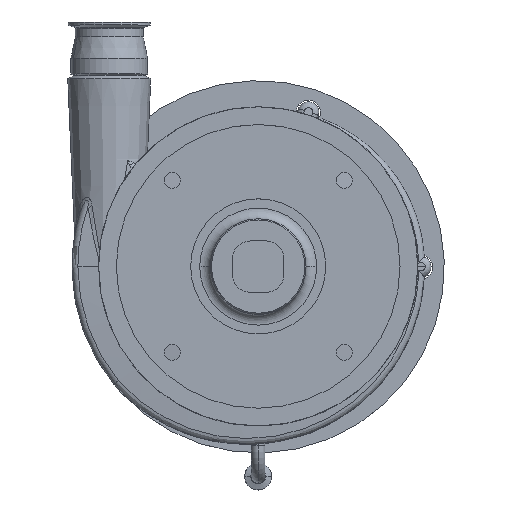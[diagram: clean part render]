
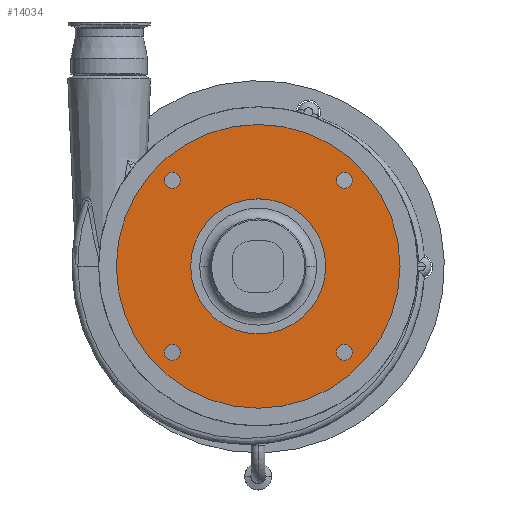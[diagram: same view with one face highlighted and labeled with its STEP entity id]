
A CAD part, top view. The second image highlights one B-rep face of the part: STEP entity #14034.
In plain terms, the highlighted planar face has unit normal (0, 0, 1).
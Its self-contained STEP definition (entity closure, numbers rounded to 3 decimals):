
#108 = DIRECTION ( 'NONE',  ( 1., 0., 0. ) ) ;
#310 = DIRECTION ( 'NONE',  ( 0., 0., -1. ) ) ;
#318 = AXIS2_PLACEMENT_3D ( 'NONE', #1361, #11575, #108 ) ;
#518 = ORIENTED_EDGE ( 'NONE', *, *, #3935, .T. ) ;
#534 = DIRECTION ( 'NONE',  ( 0., 0., -1. ) ) ;
#580 = EDGE_LOOP ( 'NONE', ( #13906, #13343 ) ) ;
#807 = VERTEX_POINT ( 'NONE', #15321 ) ;
#832 = CARTESIAN_POINT ( 'NONE',  ( 73.322, 80.822, 219.5 ) ) ;
#909 = DIRECTION ( 'NONE',  ( 1., 0., 0. ) ) ;
#1361 = CARTESIAN_POINT ( 'NONE',  ( -80.822, 80.822, 219.5 ) ) ;
#1487 = CARTESIAN_POINT ( 'NONE',  ( 80.822, -80.822, 219.5 ) ) ;
#1703 = AXIS2_PLACEMENT_3D ( 'NONE', #11019, #4684, #13684 ) ;
#1843 = AXIS2_PLACEMENT_3D ( 'NONE', #11818, #5631, #14315 ) ;
#1957 = EDGE_CURVE ( 'NONE', #12152, #6424, #10977, .T. ) ;
#1993 = DIRECTION ( 'NONE',  ( 1., 0., 0. ) ) ;
#2398 = EDGE_CURVE ( 'NONE', #9648, #2556, #4629, .T. ) ;
#2426 = CARTESIAN_POINT ( 'NONE',  ( -73.322, -80.822, 219.5 ) ) ;
#2483 = CIRCLE ( 'NONE', #11830, 7.5 ) ;
#2556 = VERTEX_POINT ( 'NONE', #8500 ) ;
#2905 = VERTEX_POINT ( 'NONE', #12883 ) ;
#2972 = AXIS2_PLACEMENT_3D ( 'NONE', #6842, #534, #15618 ) ;
#3006 = EDGE_CURVE ( 'NONE', #2556, #9648, #3834, .T. ) ;
#3120 = ORIENTED_EDGE ( 'NONE', *, *, #7119, .T. ) ;
#3266 = CIRCLE ( 'NONE', #2972, 7.5 ) ;
#3431 = AXIS2_PLACEMENT_3D ( 'NONE', #15947, #6260, #15190 ) ;
#3483 = ORIENTED_EDGE ( 'NONE', *, *, #3703, .T. ) ;
#3703 = EDGE_CURVE ( 'NONE', #6987, #14667, #8633, .T. ) ;
#3834 = CIRCLE ( 'NONE', #4364, 133.35 ) ;
#3935 = EDGE_CURVE ( 'NONE', #2905, #16304, #3266, .T. ) ;
#4041 = ORIENTED_EDGE ( 'NONE', *, *, #3006, .T. ) ;
#4285 = DIRECTION ( 'NONE',  ( 1., 0., 0. ) ) ;
#4364 = AXIS2_PLACEMENT_3D ( 'NONE', #4599, #4757, #1993 ) ;
#4383 = FACE_BOUND ( 'NONE', #11182, .T. ) ;
#4401 = CARTESIAN_POINT ( 'NONE',  ( 133.35, 0., 219.5 ) ) ;
#4462 = DIRECTION ( 'NONE',  ( 1., 0., 0. ) ) ;
#4573 = DIRECTION ( 'NONE',  ( 1., 0., 0. ) ) ;
#4599 = CARTESIAN_POINT ( 'NONE',  ( 0., 0., 219.5 ) ) ;
#4629 = CIRCLE ( 'NONE', #6769, 133.35 ) ;
#4684 = DIRECTION ( 'NONE',  ( 0., 0., -1. ) ) ;
#4757 = DIRECTION ( 'NONE',  ( 0., 0., 1. ) ) ;
#5438 = AXIS2_PLACEMENT_3D ( 'NONE', #9788, #12445, #909 ) ;
#5631 = DIRECTION ( 'NONE',  ( 0., 0., -1. ) ) ;
#5722 = CARTESIAN_POINT ( 'NONE',  ( 0., 0., 219.5 ) ) ;
#5783 = DIRECTION ( 'NONE',  ( 1., 0., 0. ) ) ;
#5881 = EDGE_CURVE ( 'NONE', #9607, #807, #13144, .T. ) ;
#6260 = DIRECTION ( 'NONE',  ( 0., 0., -1. ) ) ;
#6271 = CIRCLE ( 'NONE', #1703, 7.5 ) ;
#6424 = VERTEX_POINT ( 'NONE', #11789 ) ;
#6663 = ORIENTED_EDGE ( 'NONE', *, *, #1957, .T. ) ;
#6682 = ORIENTED_EDGE ( 'NONE', *, *, #13996, .T. ) ;
#6769 = AXIS2_PLACEMENT_3D ( 'NONE', #13245, #15930, #4573 ) ;
#6842 = CARTESIAN_POINT ( 'NONE',  ( 80.822, 80.822, 219.5 ) ) ;
#6977 = FACE_BOUND ( 'NONE', #16162, .T. ) ;
#6987 = VERTEX_POINT ( 'NONE', #11777 ) ;
#7059 = FACE_BOUND ( 'NONE', #580, .T. ) ;
#7119 = EDGE_CURVE ( 'NONE', #10241, #13234, #8781, .T. ) ;
#7903 = CARTESIAN_POINT ( 'NONE',  ( -73.322, 80.822, 219.5 ) ) ;
#8185 = DIRECTION ( 'NONE',  ( 1., 0., 0. ) ) ;
#8418 = EDGE_LOOP ( 'NONE', ( #10243, #4041 ) ) ;
#8500 = CARTESIAN_POINT ( 'NONE',  ( -133.35, 0., 219.5 ) ) ;
#8633 = CIRCLE ( 'NONE', #318, 7.5 ) ;
#8662 = EDGE_LOOP ( 'NONE', ( #16102, #3483 ) ) ;
#8781 = CIRCLE ( 'NONE', #3431, 7.5 ) ;
#9038 = EDGE_CURVE ( 'NONE', #6424, #12152, #10504, .T. ) ;
#9166 = EDGE_CURVE ( 'NONE', #807, #9607, #2483, .T. ) ;
#9334 = EDGE_CURVE ( 'NONE', #13234, #10241, #6271, .T. ) ;
#9607 = VERTEX_POINT ( 'NONE', #12753 ) ;
#9648 = VERTEX_POINT ( 'NONE', #4401 ) ;
#9701 = DIRECTION ( 'NONE',  ( 0., 0., -1. ) ) ;
#9788 = CARTESIAN_POINT ( 'NONE',  ( 0., 0., 219.5 ) ) ;
#10185 = AXIS2_PLACEMENT_3D ( 'NONE', #12366, #9701, #5783 ) ;
#10217 = AXIS2_PLACEMENT_3D ( 'NONE', #13427, #10835, #8185 ) ;
#10241 = VERTEX_POINT ( 'NONE', #2426 ) ;
#10243 = ORIENTED_EDGE ( 'NONE', *, *, #2398, .T. ) ;
#10483 = FACE_BOUND ( 'NONE', #10798, .T. ) ;
#10504 = CIRCLE ( 'NONE', #5438, 63.5 ) ;
#10626 = DIRECTION ( 'NONE',  ( 0., 0., -1. ) ) ;
#10798 = EDGE_LOOP ( 'NONE', ( #3120, #15299 ) ) ;
#10835 = DIRECTION ( 'NONE',  ( 0., 0., -1. ) ) ;
#10919 = CIRCLE ( 'NONE', #1843, 7.5 ) ;
#10977 = CIRCLE ( 'NONE', #10185, 63.5 ) ;
#11019 = CARTESIAN_POINT ( 'NONE',  ( -80.822, -80.822, 219.5 ) ) ;
#11182 = EDGE_LOOP ( 'NONE', ( #14075, #6663 ) ) ;
#11251 = CARTESIAN_POINT ( 'NONE',  ( 63.5, 0., 219.5 ) ) ;
#11575 = DIRECTION ( 'NONE',  ( 0., 0., -1. ) ) ;
#11777 = CARTESIAN_POINT ( 'NONE',  ( -88.322, 80.822, 219.5 ) ) ;
#11789 = CARTESIAN_POINT ( 'NONE',  ( -63.5, 0., 219.5 ) ) ;
#11818 = CARTESIAN_POINT ( 'NONE',  ( 80.822, 80.822, 219.5 ) ) ;
#11830 = AXIS2_PLACEMENT_3D ( 'NONE', #1487, #310, #16551 ) ;
#12057 = PLANE ( 'NONE',  #13059 ) ;
#12152 = VERTEX_POINT ( 'NONE', #11251 ) ;
#12366 = CARTESIAN_POINT ( 'NONE',  ( 0., 0., 219.5 ) ) ;
#12445 = DIRECTION ( 'NONE',  ( 0., 0., -1. ) ) ;
#12753 = CARTESIAN_POINT ( 'NONE',  ( 73.322, -80.822, 219.5 ) ) ;
#12883 = CARTESIAN_POINT ( 'NONE',  ( 88.322, 80.822, 219.5 ) ) ;
#13059 = AXIS2_PLACEMENT_3D ( 'NONE', #5722, #15911, #4462 ) ;
#13144 = CIRCLE ( 'NONE', #10217, 7.5 ) ;
#13234 = VERTEX_POINT ( 'NONE', #14945 ) ;
#13245 = CARTESIAN_POINT ( 'NONE',  ( 0., 0., 219.5 ) ) ;
#13290 = CARTESIAN_POINT ( 'NONE',  ( -80.822, 80.822, 219.5 ) ) ;
#13343 = ORIENTED_EDGE ( 'NONE', *, *, #5881, .T. ) ;
#13427 = CARTESIAN_POINT ( 'NONE',  ( 80.822, -80.822, 219.5 ) ) ;
#13684 = DIRECTION ( 'NONE',  ( 1., 0., 0. ) ) ;
#13906 = ORIENTED_EDGE ( 'NONE', *, *, #9166, .T. ) ;
#13996 = EDGE_CURVE ( 'NONE', #16304, #2905, #10919, .T. ) ;
#14034 = ADVANCED_FACE ( 'NONE', ( #4383, #10483, #14412, #7059, #14574, #6977 ), #12057, .T. ) ;
#14075 = ORIENTED_EDGE ( 'NONE', *, *, #9038, .T. ) ;
#14315 = DIRECTION ( 'NONE',  ( 1., 0., 0. ) ) ;
#14412 = FACE_OUTER_BOUND ( 'NONE', #8418, .T. ) ;
#14574 = FACE_BOUND ( 'NONE', #8662, .T. ) ;
#14667 = VERTEX_POINT ( 'NONE', #7903 ) ;
#14945 = CARTESIAN_POINT ( 'NONE',  ( -88.322, -80.822, 219.5 ) ) ;
#15190 = DIRECTION ( 'NONE',  ( 1., 0., 0. ) ) ;
#15225 = AXIS2_PLACEMENT_3D ( 'NONE', #13290, #10626, #4285 ) ;
#15299 = ORIENTED_EDGE ( 'NONE', *, *, #9334, .T. ) ;
#15321 = CARTESIAN_POINT ( 'NONE',  ( 88.322, -80.822, 219.5 ) ) ;
#15352 = EDGE_CURVE ( 'NONE', #14667, #6987, #16030, .T. ) ;
#15618 = DIRECTION ( 'NONE',  ( 1., 0., 0. ) ) ;
#15911 = DIRECTION ( 'NONE',  ( 0., 0., 1. ) ) ;
#15930 = DIRECTION ( 'NONE',  ( 0., 0., 1. ) ) ;
#15947 = CARTESIAN_POINT ( 'NONE',  ( -80.822, -80.822, 219.5 ) ) ;
#16030 = CIRCLE ( 'NONE', #15225, 7.5 ) ;
#16102 = ORIENTED_EDGE ( 'NONE', *, *, #15352, .T. ) ;
#16162 = EDGE_LOOP ( 'NONE', ( #518, #6682 ) ) ;
#16304 = VERTEX_POINT ( 'NONE', #832 ) ;
#16551 = DIRECTION ( 'NONE',  ( 1., 0., 0. ) ) ;
